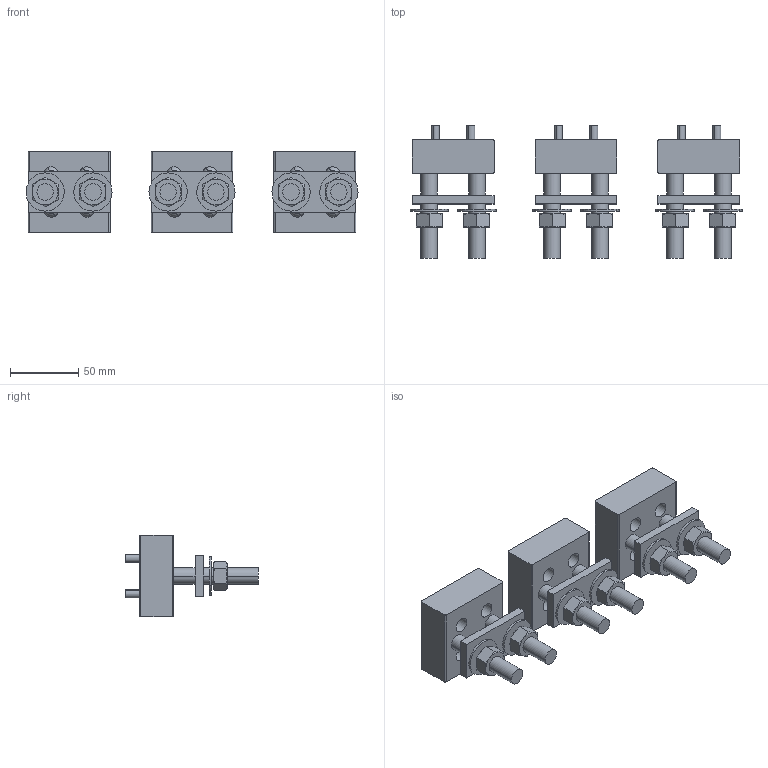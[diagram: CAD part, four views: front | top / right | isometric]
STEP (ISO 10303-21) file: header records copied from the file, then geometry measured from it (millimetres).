
FILE_DESCRIPTION(('CATIA V5 STEP Exchange'),'2;1');
FILE_NAME('1SDH001252R0435_E2.2_III_W_FLAT_TERM_2000A_UPPER_N0777.stp','2016-08-04T11:51:17+00:00',('none'),('none'),'CATIA Version 5 Release 20 SP 6 (IN-10)','CATIA V5 STEP AP203','none');
FILE_SCHEMA(('CONFIG_CONTROL_DESIGN'));
Length unit declared in the file: millimetre
Products named in the file (1): 1SDH001252R0435_1PA_001_00_E2.2_III_W_FLAT_TERM_2000A_UPPER_N0777
Bounding box: 242.99 x 97.1 x 60 mm (x, y, z)
Volume: 338507.3 mm3; surface area: 94463.8 mm2
Topology: 12 solids, 12 shells, 624 faces, 1488 edges, 972 vertices
Faces by surface type: plane 324, cylinder 228, cone 48, sphere 24
Entity records: 17868 total; most frequent: CARTESIAN_POINT 4657, ORIENTED_EDGE 2928, DIRECTION 2088, EDGE_CURVE 1464, AXIS2_PLACEMENT_3D 973, VERTEX_POINT 972, EDGE_LOOP 756, VECTOR 672
